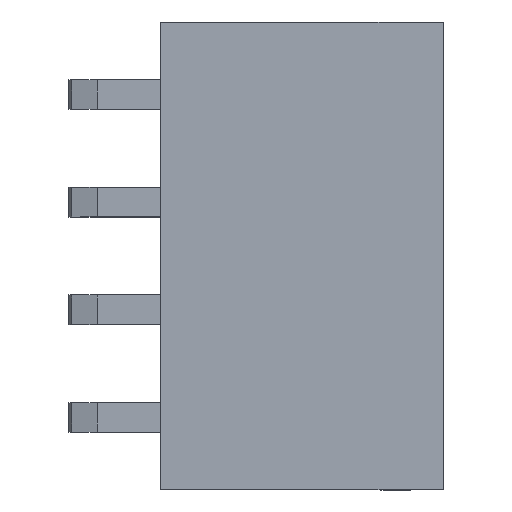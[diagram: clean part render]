
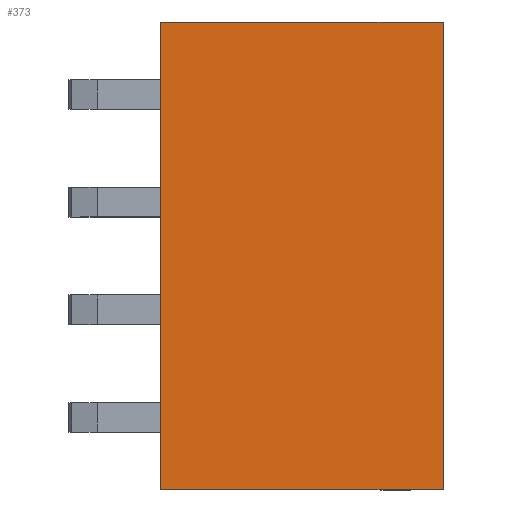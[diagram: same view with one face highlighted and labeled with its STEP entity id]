
A CAD part, top view. The second image highlights one B-rep face of the part: STEP entity #373.
In plain terms, the highlighted planar face has unit normal (0, 0, 1).
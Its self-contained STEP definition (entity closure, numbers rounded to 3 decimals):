
#287 = EDGE_CURVE ( 'NONE', #2522, #4756, #3150, .T. ) ;
#373 = ADVANCED_FACE ( 'NONE', ( #1430 ), #1618, .F. ) ;
#600 = DIRECTION ( 'NONE',  ( 0., -1., 0. ) ) ;
#806 = CARTESIAN_POINT ( 'NONE',  ( 0., 0., 6.42 ) ) ;
#924 = ORIENTED_EDGE ( 'NONE', *, *, #287, .F. ) ;
#1151 = CARTESIAN_POINT ( 'NONE',  ( 10., 16.56, 6.42 ) ) ;
#1430 = FACE_OUTER_BOUND ( 'NONE', #3133, .T. ) ;
#1618 = PLANE ( 'NONE',  #2981 ) ;
#1638 = CARTESIAN_POINT ( 'NONE',  ( 0., 8.94, 6.42 ) ) ;
#1648 = DIRECTION ( 'NONE',  ( 0., 0., -1. ) ) ;
#1676 = DIRECTION ( 'NONE',  ( -1., 0., 0. ) ) ;
#1862 = VECTOR ( 'NONE', #600, 1000. ) ;
#1914 = DIRECTION ( 'NONE',  ( 1., 0., 0. ) ) ;
#2016 = CARTESIAN_POINT ( 'NONE',  ( 10., 8.94, 6.42 ) ) ;
#2190 = ORIENTED_EDGE ( 'NONE', *, *, #3661, .F. ) ;
#2301 = EDGE_CURVE ( 'NONE', #3706, #4099, #3231, .T. ) ;
#2342 = ORIENTED_EDGE ( 'NONE', *, *, #3261, .T. ) ;
#2522 = VERTEX_POINT ( 'NONE', #1151 ) ;
#2605 = VECTOR ( 'NONE', #4651, 1000. ) ;
#2856 = CARTESIAN_POINT ( 'NONE',  ( 0., 16.56, 6.42 ) ) ;
#2981 = AXIS2_PLACEMENT_3D ( 'NONE', #1638, #1648, #1676 ) ;
#3082 = VECTOR ( 'NONE', #5733, 1000. ) ;
#3133 = EDGE_LOOP ( 'NONE', ( #924, #2190, #3496, #2342 ) ) ;
#3150 = LINE ( 'NONE', #2016, #1862 ) ;
#3231 = LINE ( 'NONE', #4728, #3082 ) ;
#3261 = EDGE_CURVE ( 'NONE', #4099, #4756, #5162, .T. ) ;
#3400 = CARTESIAN_POINT ( 'NONE',  ( 0., 16.56, 6.42 ) ) ;
#3496 = ORIENTED_EDGE ( 'NONE', *, *, #2301, .T. ) ;
#3661 = EDGE_CURVE ( 'NONE', #3706, #2522, #4996, .T. ) ;
#3706 = VERTEX_POINT ( 'NONE', #3400 ) ;
#3745 = VECTOR ( 'NONE', #1914, 1000. ) ;
#4099 = VERTEX_POINT ( 'NONE', #4241 ) ;
#4241 = CARTESIAN_POINT ( 'NONE',  ( 0., 0., 6.42 ) ) ;
#4651 = DIRECTION ( 'NONE',  ( 1., 0., 0. ) ) ;
#4728 = CARTESIAN_POINT ( 'NONE',  ( 0., 8.94, 6.42 ) ) ;
#4756 = VERTEX_POINT ( 'NONE', #5262 ) ;
#4996 = LINE ( 'NONE', #2856, #3745 ) ;
#5162 = LINE ( 'NONE', #806, #2605 ) ;
#5262 = CARTESIAN_POINT ( 'NONE',  ( 10., 0., 6.42 ) ) ;
#5733 = DIRECTION ( 'NONE',  ( 0., -1., 0. ) ) ;
